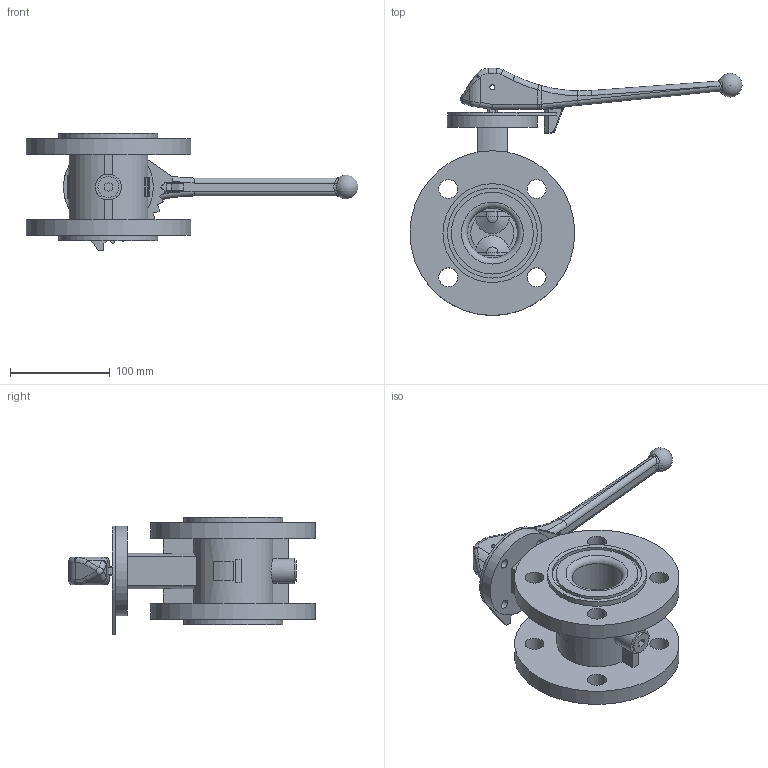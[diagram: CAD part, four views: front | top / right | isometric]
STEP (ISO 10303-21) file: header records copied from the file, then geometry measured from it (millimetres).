
FILE_DESCRIPTION(/* description */ (''),/* implementation_level */ '2;1');
FILE_NAME(/* name */ 'EVFS DN50 PN10-16_lever_std.step',/* time_stamp */ '2025-07-16T09:37:35+02:00',/* author */ (''),/* organization */ (''),/* preprocessor_version */ 'ST-DEVELOPER v20.1',/* originating_system */ 'Autodesk Translation Framework v14.10.0.0',/* authorisation */ '');
FILE_SCHEMA (('AUTOMOTIVE_DESIGN { 1 0 10303 214 3 1 1 }'));
Length unit declared in the file: millimetre
Products named in the file (3): EVFS DN50 PN10-16 w/lever_std; EVFS DN50 PN10_16; EV-SERIES LEVER L1 (DN50-80)
Assembly tree (2 placements, depth 2):
  EVFS DN50 PN10-16 w/lever_std
    EVFS DN50 PN10_16
    EV-SERIES LEVER L1 (DN50-80)
Bounding box: 332.41 x 247.5 x 118 mm (x, y, z)
Volume: 1165512 mm3; surface area: 201364.6 mm2
Topology: 2 solids, 2 shells, 522 faces, 1341 edges, 845 vertices
Faces by surface type: plane 251, cylinder 122, bspline 108, torus 22, cone 11, sphere 8
Full cylindrical faces by diameter (mm): 5 x2, 9 x4, 16 x1, 19 x8, 21 x1, 26 x1, 50 x2, 82 x2, 90 x3, 99 x2, 165 x2
Entity records: 22596 total; most frequent: CARTESIAN_POINT 9988, ORIENTED_EDGE 2654, DIRECTION 2392, EDGE_CURVE 1327, AXIS2_PLACEMENT_3D 863, VERTEX_POINT 845, LINE 666, VECTOR 666
